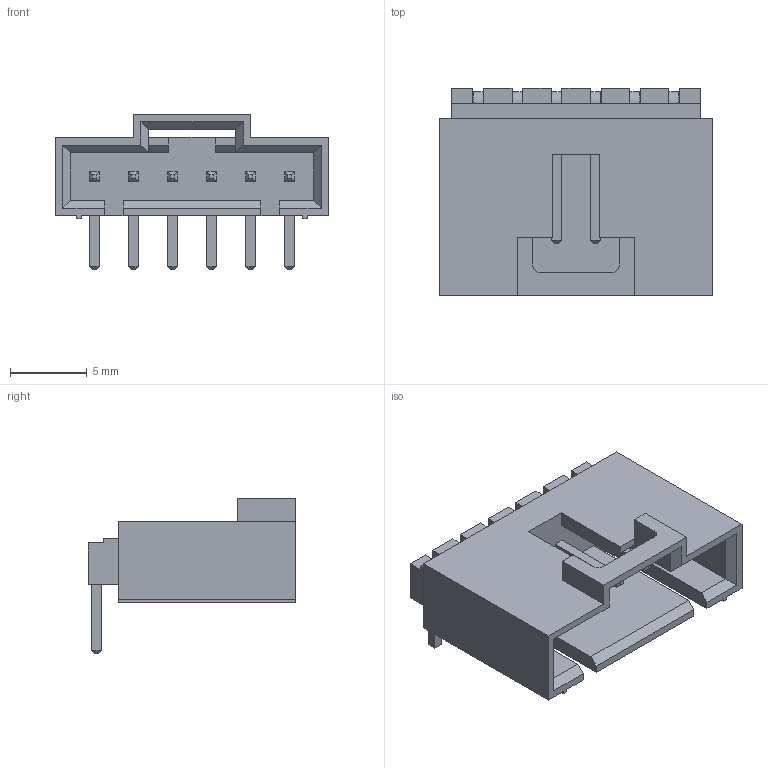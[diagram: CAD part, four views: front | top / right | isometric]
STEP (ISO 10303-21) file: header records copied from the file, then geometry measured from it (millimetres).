
FILE_DESCRIPTION (( 'STEP AP214' ), '1' );
FILE_NAME ('MX2.54-6R.STEP', '2020-11-10T12:22:26', ( 'Elessar' ), ( '' ), 'SwSTEP 2.0', 'SolidWorks 2018', '' );
FILE_SCHEMA (( 'AUTOMOTIVE_DESIGN' ));
Length unit declared in the file: millimetre
Products named in the file (1): MX2.54-6R
Bounding box: 17.79 x 13.5 x 10.1 mm (x, y, z)
Volume: 659.6 mm3; surface area: 1324.2 mm2
Topology: 1 solids, 1 shells, 217 faces, 530 edges, 326 vertices
Faces by surface type: plane 197, bspline 12, cylinder 8
Entity records: 8126 total; most frequent: CARTESIAN_POINT 1590, ORIENTED_EDGE 1060, DIRECTION 970, EDGE_CURVE 530, VECTOR 502, LINE 502, VERTEX_POINT 326, AXIS2_PLACEMENT_3D 234
